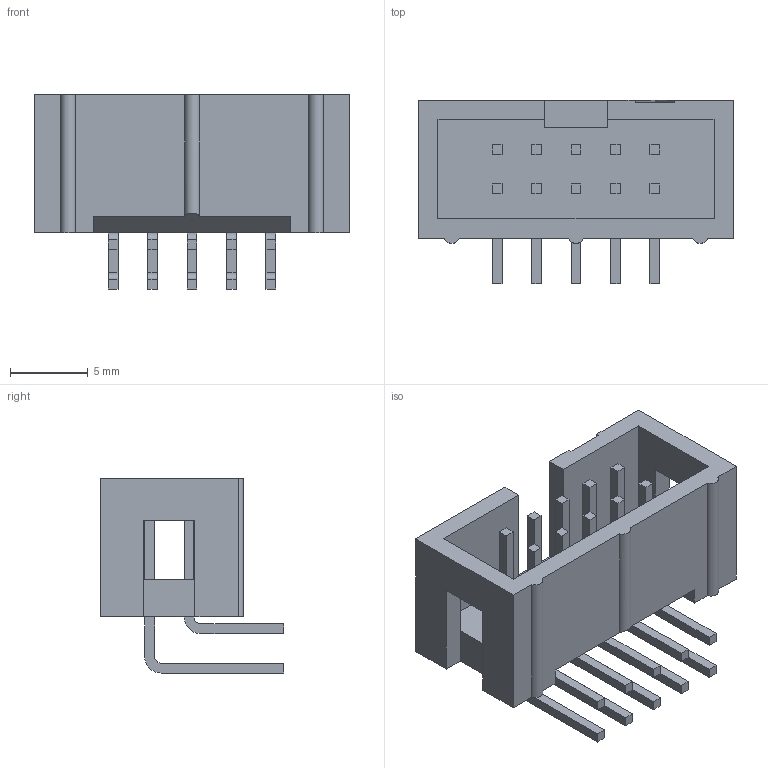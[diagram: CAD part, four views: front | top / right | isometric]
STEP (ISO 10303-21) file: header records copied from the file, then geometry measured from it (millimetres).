
FILE_DESCRIPTION(('STEP AP203'),'1');
FILE_NAME('57677.stp','2016-06-05T07:57:45',('TraceParts'),('TraceParts S.A.'),'Spatial InterOp 3D',' ',' ');
FILE_SCHEMA(('CONFIG_CONTROL_DESIGN'));
Length unit declared in the file: millimetre
Products named in the file (1): 1
Bounding box: 20.32 x 11.81 x 12.51 mm (x, y, z)
Volume: 827.1 mm3; surface area: 1530 mm2
Topology: 1 solids, 1 shells, 166 faces, 440 edges, 292 vertices
Faces by surface type: plane 143, cylinder 23
Entity records: 5141 total; most frequent: CARTESIAN_POINT 913, ORIENTED_EDGE 880, DIRECTION 818, EDGE_CURVE 440, LINE 394, VECTOR 394, VERTEX_POINT 292, AXIS2_PLACEMENT_3D 212
